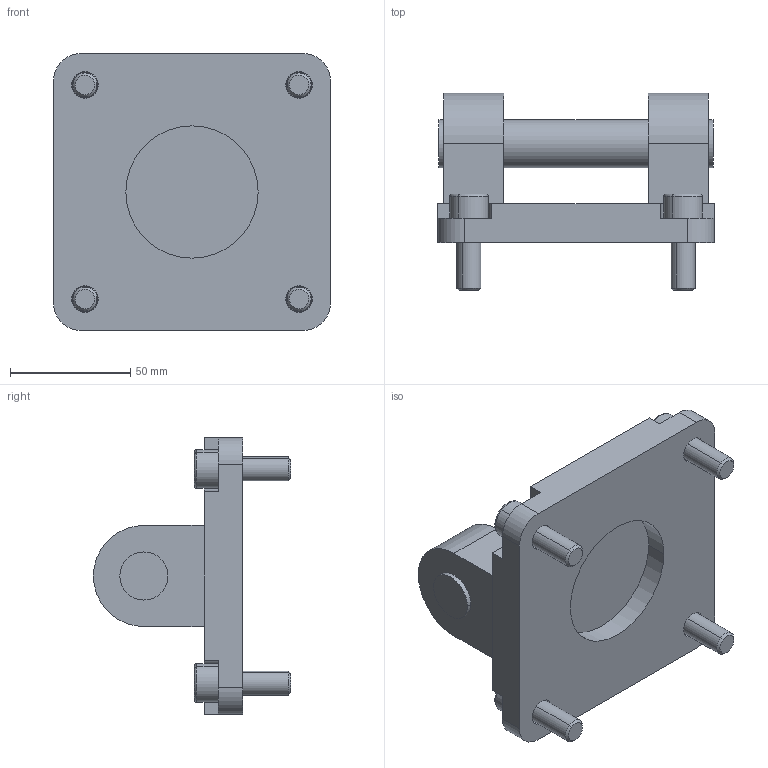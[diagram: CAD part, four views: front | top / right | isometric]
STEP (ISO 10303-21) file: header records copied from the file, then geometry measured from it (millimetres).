
FILE_DESCRIPTION(('HOOPS Exchange Step'),'2;1');
FILE_NAME('export-3980BB9A-F8C7-431E-9CAA-755E32F2EE78.stp','2021-10-01T11:47:04+02:00',('User'),('Alibre'),'HOOPS Exchange 2020.1','Alibre','Unknown authorisation');
FILE_SCHEMA( ('AP242_MANAGED_MODEL_BASED_3D_ENGINEERING_MIM_LF {1 0 10303 442 1 1 4 }') );
Length unit declared in the file: millimetre
Products named in the file (3): 4037-1 W0951002003 Female Hinge; 4037-2 DIN 912 M10x30; 4037 W0951002003 Female Hinge - Model B 100
Assembly tree (5 placements, depth 2):
  4037 W0951002003 Female Hinge - Model B 100
    4037-1 W0951002003 Female Hinge
    4037-2 DIN 912 M10x30  x4
Bounding box: 115 x 82 x 115 mm (x, y, z)
Volume: 281093 mm3; surface area: 57060.2 mm2
Topology: 1 solids, 93 shells, 181 faces, 590 edges, 476 vertices
Faces by surface type: plane 89, cylinder 44, cone 24, torus 24
Entity records: 3181 total; most frequent: CARTESIAN_POINT 583, DIRECTION 548, ORIENTED_EDGE 426, EDGE_CURVE 260, AXIS2_PLACEMENT_3D 204, VERTEX_POINT 194, VECTOR 140, LINE 140
